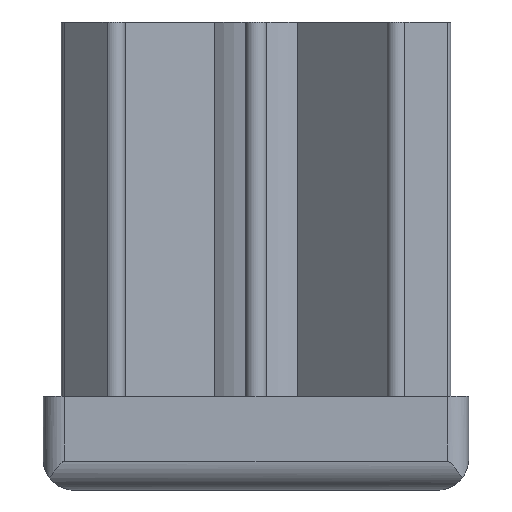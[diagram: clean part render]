
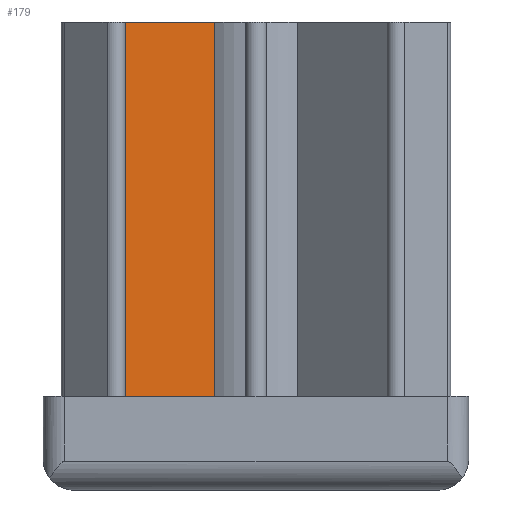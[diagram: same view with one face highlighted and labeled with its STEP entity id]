
A CAD part, front view. The second image highlights one B-rep face of the part: STEP entity #179.
In plain terms, the highlighted planar face has unit normal (0.707, -0.707, 0).
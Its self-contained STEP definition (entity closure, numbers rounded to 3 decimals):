
#179 = ADVANCED_FACE( '', ( #379 ), #380, .F. );
#379 = FACE_OUTER_BOUND( '', #594, .T. );
#380 = PLANE( '', #595 );
#594 = EDGE_LOOP( '', ( #1119, #1120, #1121, #1122 ) );
#595 = AXIS2_PLACEMENT_3D( '', #1123, #1124, #1125 );
#1119 = ORIENTED_EDGE( '', *, *, #1524, .T. );
#1120 = ORIENTED_EDGE( '', *, *, #1436, .T. );
#1121 = ORIENTED_EDGE( '', *, *, #1309, .F. );
#1122 = ORIENTED_EDGE( '', *, *, #1509, .F. );
#1123 = CARTESIAN_POINT( '', ( -17.348, -19.116, 55. ) );
#1124 = DIRECTION( '', ( -0.707, 0.707, 0. ) );
#1125 = DIRECTION( '', ( -0.707, -0.707, 0. ) );
#1309 = EDGE_CURVE( '', #1565, #1566, #1567, .T. );
#1436 = EDGE_CURVE( '', #1781, #1566, #1782, .T. );
#1509 = EDGE_CURVE( '', #1880, #1565, #1882, .T. );
#1524 = EDGE_CURVE( '', #1880, #1781, #1901, .T. );
#1565 = VERTEX_POINT( '', #1944 );
#1566 = VERTEX_POINT( '', #1945 );
#1567 = LINE( '', #1946, #1947 );
#1781 = VERTEX_POINT( '', #2351 );
#1782 = LINE( '', #2352, #2353 );
#1880 = VERTEX_POINT( '', #2513 );
#1882 = LINE( '', #2516, #2517 );
#1901 = LINE( '', #2543, #2544 );
#1944 = CARTESIAN_POINT( '', ( -4.882, -6.65, 55. ) );
#1945 = CARTESIAN_POINT( '', ( -4.882, -6.65, 11. ) );
#1946 = CARTESIAN_POINT( '', ( -4.882, -6.65, 55. ) );
#1947 = VECTOR( '', #2591, 1000. );
#2351 = CARTESIAN_POINT( '', ( -17.348, -19.116, 11. ) );
#2352 = CARTESIAN_POINT( '', ( -17.348, -19.116, 11. ) );
#2353 = VECTOR( '', #2748, 1000. );
#2513 = CARTESIAN_POINT( '', ( -17.348, -19.116, 55. ) );
#2516 = CARTESIAN_POINT( '', ( -17.348, -19.116, 55. ) );
#2517 = VECTOR( '', #2819, 1000. );
#2543 = CARTESIAN_POINT( '', ( -17.348, -19.116, 55. ) );
#2544 = VECTOR( '', #2845, 1000. );
#2591 = DIRECTION( '', ( 0., 0., -1. ) );
#2748 = DIRECTION( '', ( 0.707, 0.707, 0. ) );
#2819 = DIRECTION( '', ( 0.707, 0.707, 0. ) );
#2845 = DIRECTION( '', ( 0., 0., -1. ) );
